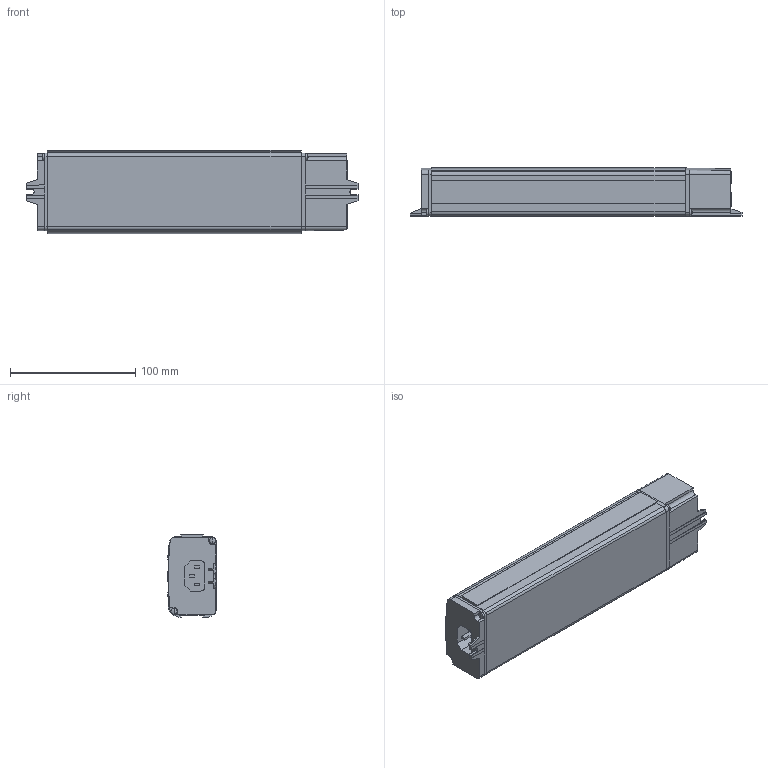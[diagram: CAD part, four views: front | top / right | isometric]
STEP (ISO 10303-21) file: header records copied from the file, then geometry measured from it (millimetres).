
FILE_DESCRIPTION(('STEP AP214'),'1');
FILE_NAME('cctmp_B4667BEA-896C-48AB-9B26-BF620A9B3AA7_2022_08_01_10_06_03_0808_16572..stp','2022-08-01T08:06:04',('Bosch Rexroth AG'),('CADClick - www.CADClick.com'),'Spatial InterOp 3D',' ','unknown authorization - (Healing Option Enabled)');
FILE_SCHEMA(('AUTOMOTIVE_DESIGN'));
Length unit declared in the file: millimetre
Products named in the file (1): 2022_08_01_10_06_03_0808
Bounding box: 265.5 x 38.45 x 66.45 mm (x, y, z)
Volume: 582711.3 mm3; surface area: 62217.5 mm2
Topology: 1 solids, 1 shells, 368 faces, 960 edges, 622 vertices
Faces by surface type: plane 316, cylinder 24, cone 20, sphere 8
Entity records: 14006 total; most frequent: CARTESIAN_POINT 1954, ORIENTED_EDGE 1904, DIRECTION 1788, EDGE_CURVE 952, LINE 850, VECTOR 850, VERTEX_POINT 622, AXIS2_PLACEMENT_3D 469
